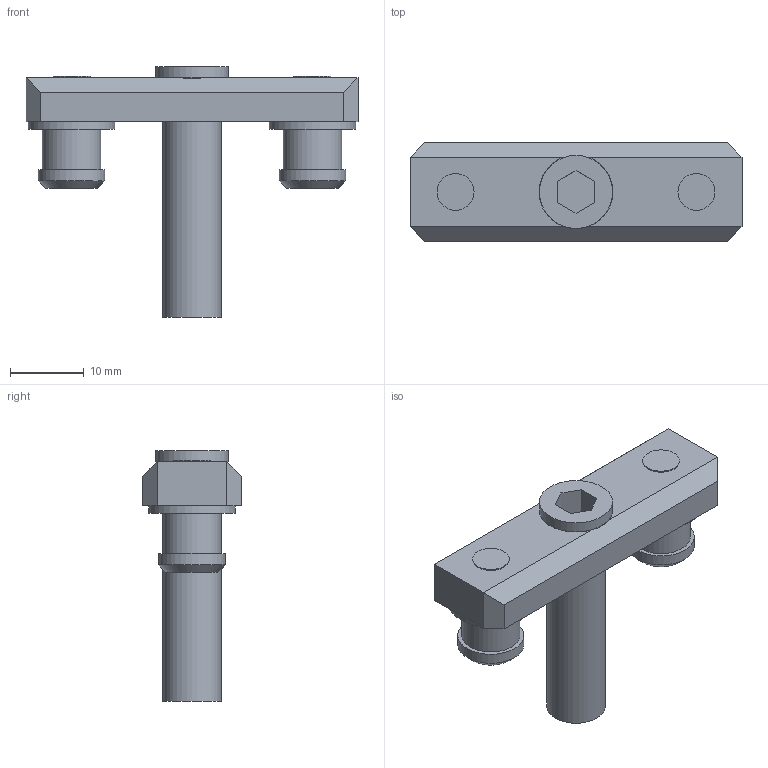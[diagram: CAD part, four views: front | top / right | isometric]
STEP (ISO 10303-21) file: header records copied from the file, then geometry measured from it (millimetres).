
FILE_DESCRIPTION(/* description */ (''),/* implementation_level */ '2;1');
FILE_NAME(/* name */ 'CGIPR0000017.stp',/* time_stamp */ '2019-10-28T14:23:15+01:00',/* author */ ('fzagni'),/* organization */ (''),/* preprocessor_version */ 'ST-DEVELOPER v17.2',/* originating_system */ 'Autodesk Inventor 2019',/* authorisation */ '');
FILE_SCHEMA (('AUTOMOTIVE_DESIGN { 1 0 10303 214 3 1 1 }'));
Length unit declared in the file: millimetre
Products named in the file (1): 550000016743
Bounding box: 45 x 13.4 x 34 mm (x, y, z)
Volume: 5520.5 mm3; surface area: 3552.9 mm2
Topology: 2 solids, 2 shells, 60 faces, 146 edges, 101 vertices
Faces by surface type: plane 45, cylinder 11, cone 4
Full cylindrical faces by diameter (mm): 5 x2, 7.9 x3, 8.5 x1, 9 x2, 9.9 x1, 11.7 x2
Entity records: 1896 total; most frequent: DIRECTION 313, CARTESIAN_POINT 312, ORIENTED_EDGE 292, EDGE_CURVE 146, AXIS2_PLACEMENT_3D 108, VERTEX_POINT 101, LINE 97, VECTOR 97
